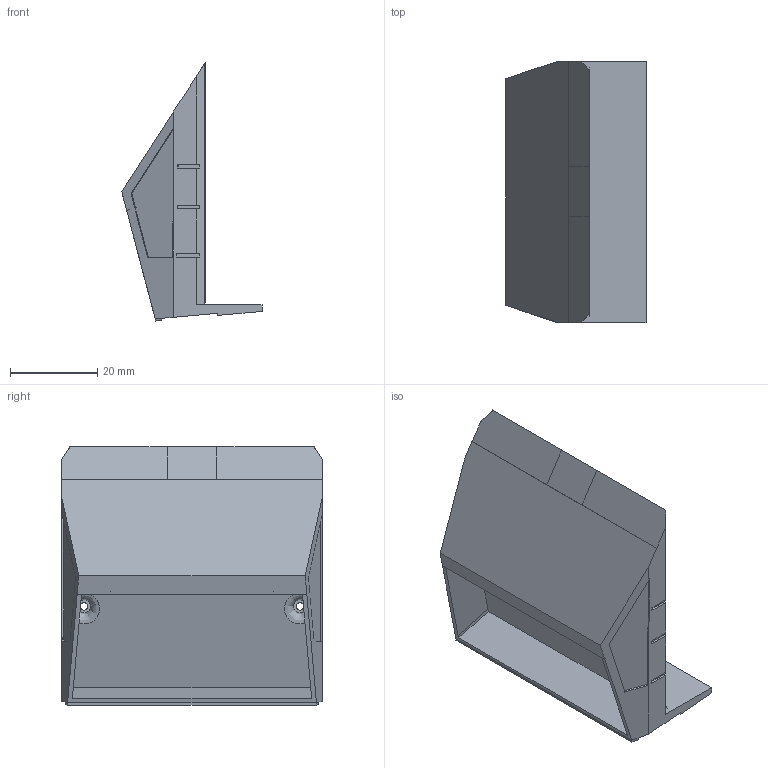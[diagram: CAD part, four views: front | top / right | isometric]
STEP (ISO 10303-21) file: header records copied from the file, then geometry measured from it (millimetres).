
FILE_DESCRIPTION(/* description */ (''),/* implementation_level */ '2;1');
FILE_NAME(/* name */ 'CyberCar.step',/* time_stamp */ '2026-01-13T17:31:59+01:00',/* author */ (''),/* organization */ (''),/* preprocessor_version */ 'ST-DEVELOPER v20.1',/* originating_system */ 'Autodesk Translation Framework v14.21.0.0',/* authorisation */ '');
FILE_SCHEMA (('AUTOMOTIVE_DESIGN { 1 0 10303 214 3 1 1 }'));
Length unit declared in the file: millimetre
Products named in the file (1): FlatRover
Bounding box: 32.1 x 59.67 x 59.02 mm (x, y, z)
Volume: 29130.9 mm3; surface area: 12820.9 mm2
Topology: 1 solids, 1 shells, 136 faces, 386 edges, 255 vertices
Faces by surface type: plane 120, cylinder 12, bspline 4
Full cylindrical faces by diameter (mm): 1.7 x2, 3.05 x2
Entity records: 4881 total; most frequent: CARTESIAN_POINT 1090, ORIENTED_EDGE 772, DIRECTION 666, EDGE_CURVE 386, LINE 348, VECTOR 348, VERTEX_POINT 255, AXIS2_PLACEMENT_3D 159
